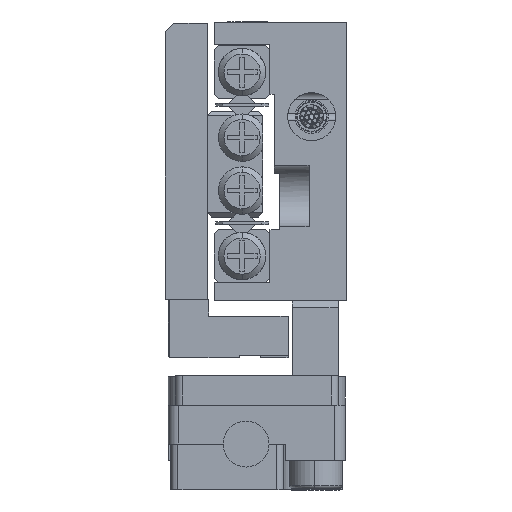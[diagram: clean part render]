
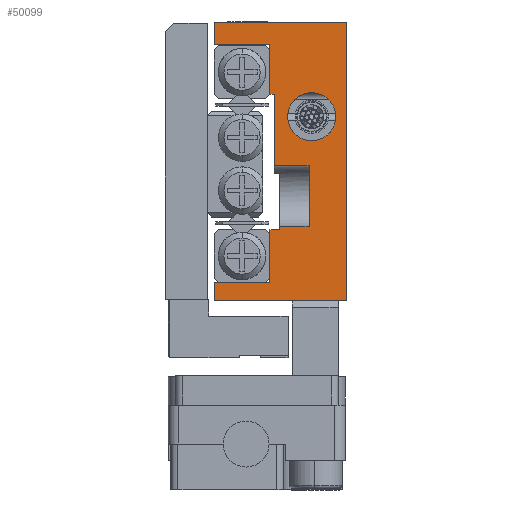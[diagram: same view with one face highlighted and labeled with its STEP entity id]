
A CAD part, left-side view. The second image highlights one B-rep face of the part: STEP entity #50099.
In plain terms, the highlighted planar face has unit normal (-1, 0, 0).
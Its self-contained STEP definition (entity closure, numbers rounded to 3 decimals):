
#156 = ORIENTED_EDGE ( 'NONE', *, *, #4671, .T. ) ;
#172 = VERTEX_POINT ( 'NONE', #41111 ) ;
#549 = CARTESIAN_POINT ( 'NONE',  ( -10., 9.5, 8.4 ) ) ;
#688 = FACE_BOUND ( 'NONE', #1271, .T. ) ;
#765 = CARTESIAN_POINT ( 'NONE',  ( -10., 5.5, -10. ) ) ;
#1271 = EDGE_LOOP ( 'NONE', ( #41803, #37173 ) ) ;
#1454 = VECTOR ( 'NONE', #13027, 1000. ) ;
#3061 = DIRECTION ( 'NONE',  ( 0., -1., 0. ) ) ;
#3743 = DIRECTION ( 'NONE',  ( 0., -1., 0. ) ) ;
#3918 = VECTOR ( 'NONE', #22499, 1000. ) ;
#4565 = DIRECTION ( 'NONE',  ( 0., 0., 1. ) ) ;
#4671 = EDGE_CURVE ( 'NONE', #36963, #20965, #34052, .T. ) ;
#5047 = CARTESIAN_POINT ( 'NONE',  ( -10., 5.2, 4.8 ) ) ;
#5403 = EDGE_CURVE ( 'NONE', #20453, #40962, #18944, .T. ) ;
#5504 = ORIENTED_EDGE ( 'NONE', *, *, #33535, .F. ) ;
#5590 = ORIENTED_EDGE ( 'NONE', *, *, #33268, .T. ) ;
#5614 = EDGE_CURVE ( 'NONE', #20829, #27417, #49470, .T. ) ;
#5740 = DIRECTION ( 'NONE',  ( -1., 0., 0. ) ) ;
#5889 = CARTESIAN_POINT ( 'NONE',  ( -10., 5.2, 4.8 ) ) ;
#5927 = LINE ( 'NONE', #10551, #34529 ) ;
#5935 = CARTESIAN_POINT ( 'NONE',  ( -10., 0., -10. ) ) ;
#6423 = DIRECTION ( 'NONE',  ( 0., -1., 0. ) ) ;
#6712 = DIRECTION ( 'NONE',  ( 0., 0., -1. ) ) ;
#6983 = ORIENTED_EDGE ( 'NONE', *, *, #36658, .T. ) ;
#7376 = VECTOR ( 'NONE', #9231, 1000. ) ;
#7792 = CARTESIAN_POINT ( 'NONE',  ( -10., 5.5, -10. ) ) ;
#7950 = CARTESIAN_POINT ( 'NONE',  ( -10., 5.5, -4.9 ) ) ;
#8139 = DIRECTION ( 'NONE',  ( 0., 1., 0. ) ) ;
#8449 = DIRECTION ( 'NONE',  ( 0., 0., -1. ) ) ;
#8932 = LINE ( 'NONE', #21811, #38779 ) ;
#9231 = DIRECTION ( 'NONE',  ( 0., 1., 0. ) ) ;
#9296 = ORIENTED_EDGE ( 'NONE', *, *, #46511, .T. ) ;
#9477 = AXIS2_PLACEMENT_3D ( 'NONE', #15465, #5740, #10369 ) ;
#9742 = DIRECTION ( 'NONE',  ( 0., 0., 1. ) ) ;
#9804 = VECTOR ( 'NONE', #18333, 1000. ) ;
#10035 = VERTEX_POINT ( 'NONE', #51644 ) ;
#10369 = DIRECTION ( 'NONE',  ( 0., 0., 1. ) ) ;
#10519 = CARTESIAN_POINT ( 'NONE',  ( -10., 5.5, -10. ) ) ;
#10551 = CARTESIAN_POINT ( 'NONE',  ( -10., 2.692, -10. ) ) ;
#10755 = CARTESIAN_POINT ( 'NONE',  ( -10., 5.5, 4.8 ) ) ;
#10757 = VECTOR ( 'NONE', #48391, 1000. ) ;
#10955 = CARTESIAN_POINT ( 'NONE',  ( -10., 2.692, -4.7 ) ) ;
#11052 = EDGE_CURVE ( 'NONE', #12933, #52952, #19658, .T. ) ;
#11497 = EDGE_CURVE ( 'NONE', #45143, #36344, #43477, .T. ) ;
#11722 = ORIENTED_EDGE ( 'NONE', *, *, #5403, .T. ) ;
#11892 = DIRECTION ( 'NONE',  ( 0., 0., -1. ) ) ;
#12149 = DIRECTION ( 'NONE',  ( 1., 0., 0. ) ) ;
#12933 = VERTEX_POINT ( 'NONE', #13984 ) ;
#13027 = DIRECTION ( 'NONE',  ( 0., 1., 0. ) ) ;
#13286 = CARTESIAN_POINT ( 'NONE',  ( -10., 5.5, -8.7 ) ) ;
#13320 = CARTESIAN_POINT ( 'NONE',  ( -10., -2.141, -4.7 ) ) ;
#13984 = CARTESIAN_POINT ( 'NONE',  ( -10., 5.5, -4.9 ) ) ;
#14641 = DIRECTION ( 'NONE',  ( 0., 0., 1. ) ) ;
#14681 = ORIENTED_EDGE ( 'NONE', *, *, #46692, .T. ) ;
#14869 = EDGE_LOOP ( 'NONE', ( #9296, #156, #14681, #51708, #50957, #50539, #6983, #11722, #27191, #27488, #32927, #5590, #45331, #30158, #5504, #35084 ) ) ;
#15458 = AXIS2_PLACEMENT_3D ( 'NONE', #36842, #17379, #9742 ) ;
#15465 = CARTESIAN_POINT ( 'NONE',  ( -10., 2.5, 3.2 ) ) ;
#16143 = VERTEX_POINT ( 'NONE', #37253 ) ;
#16221 = CARTESIAN_POINT ( 'NONE',  ( -10., 5.5, -10. ) ) ;
#16372 = EDGE_CURVE ( 'NONE', #10035, #48609, #48661, .T. ) ;
#16502 = DIRECTION ( 'NONE',  ( 0., 0., -1. ) ) ;
#17379 = DIRECTION ( 'NONE',  ( -1., 0., 0. ) ) ;
#18333 = DIRECTION ( 'NONE',  ( 0., 0., -1. ) ) ;
#18504 = LINE ( 'NONE', #40322, #20140 ) ;
#18920 = CARTESIAN_POINT ( 'NONE',  ( -10., 2.5, 1.473 ) ) ;
#18944 = LINE ( 'NONE', #10519, #47547 ) ;
#19653 = CARTESIAN_POINT ( 'NONE',  ( -10., 9.5, 10. ) ) ;
#19658 = LINE ( 'NONE', #7950, #53824 ) ;
#20140 = VECTOR ( 'NONE', #27228, 1000. ) ;
#20166 = EDGE_CURVE ( 'NONE', #24417, #20829, #8932, .T. ) ;
#20453 = VERTEX_POINT ( 'NONE', #24704 ) ;
#20829 = VERTEX_POINT ( 'NONE', #10755 ) ;
#20965 = VERTEX_POINT ( 'NONE', #39431 ) ;
#21444 = LINE ( 'NONE', #765, #44567 ) ;
#21811 = CARTESIAN_POINT ( 'NONE',  ( -10., 5.5, 4.8 ) ) ;
#22499 = DIRECTION ( 'NONE',  ( 0., 0., 1. ) ) ;
#24417 = VERTEX_POINT ( 'NONE', #5047 ) ;
#24704 = CARTESIAN_POINT ( 'NONE',  ( -10., 9.5, -10. ) ) ;
#25212 = PLANE ( 'NONE',  #53719 ) ;
#25788 = VECTOR ( 'NONE', #11892, 1000. ) ;
#27176 = LINE ( 'NONE', #5935, #51119 ) ;
#27191 = ORIENTED_EDGE ( 'NONE', *, *, #48193, .T. ) ;
#27228 = DIRECTION ( 'NONE',  ( 0., -1., 0. ) ) ;
#27417 = VERTEX_POINT ( 'NONE', #45111 ) ;
#27488 = ORIENTED_EDGE ( 'NONE', *, *, #42098, .F. ) ;
#30103 = VERTEX_POINT ( 'NONE', #19653 ) ;
#30158 = ORIENTED_EDGE ( 'NONE', *, *, #20166, .F. ) ;
#30247 = LINE ( 'NONE', #46340, #38226 ) ;
#31066 = VECTOR ( 'NONE', #37196, 1000. ) ;
#32615 = LINE ( 'NONE', #49234, #25788 ) ;
#32648 = LINE ( 'NONE', #41112, #32652 ) ;
#32652 = VECTOR ( 'NONE', #3743, 1000. ) ;
#32927 = ORIENTED_EDGE ( 'NONE', *, *, #52229, .T. ) ;
#33268 = EDGE_CURVE ( 'NONE', #43202, #27417, #32648, .T. ) ;
#33535 = EDGE_CURVE ( 'NONE', #48609, #24417, #43243, .T. ) ;
#33895 = CARTESIAN_POINT ( 'NONE',  ( -10., 9.5, -10. ) ) ;
#33957 = CARTESIAN_POINT ( 'NONE',  ( -10., 5.2, -0.3 ) ) ;
#34052 = LINE ( 'NONE', #13320, #7376 ) ;
#34304 = VERTEX_POINT ( 'NONE', #38545 ) ;
#34529 = VECTOR ( 'NONE', #6712, 1000. ) ;
#34549 = CARTESIAN_POINT ( 'NONE',  ( -10., 4.8, -4.9 ) ) ;
#35084 = ORIENTED_EDGE ( 'NONE', *, *, #16372, .F. ) ;
#35859 = CARTESIAN_POINT ( 'NONE',  ( -10., -2.141, -0.3 ) ) ;
#36344 = VERTEX_POINT ( 'NONE', #18920 ) ;
#36658 = EDGE_CURVE ( 'NONE', #34304, #20453, #47508, .T. ) ;
#36842 = CARTESIAN_POINT ( 'NONE',  ( -10., 2.5, 3.2 ) ) ;
#36963 = VERTEX_POINT ( 'NONE', #10955 ) ;
#37173 = ORIENTED_EDGE ( 'NONE', *, *, #48007, .F. ) ;
#37196 = DIRECTION ( 'NONE',  ( 0., 0., 1. ) ) ;
#37253 = CARTESIAN_POINT ( 'NONE',  ( -10., 0., 10. ) ) ;
#38226 = VECTOR ( 'NONE', #8449, 1000. ) ;
#38545 = CARTESIAN_POINT ( 'NONE',  ( -10., 9.5, -8.7 ) ) ;
#38779 = VECTOR ( 'NONE', #8139, 1000. ) ;
#38968 = CIRCLE ( 'NONE', #15458, 1.727 ) ;
#39431 = CARTESIAN_POINT ( 'NONE',  ( -10., 4.8, -4.7 ) ) ;
#40322 = CARTESIAN_POINT ( 'NONE',  ( -10., 5.5, 10. ) ) ;
#40962 = VERTEX_POINT ( 'NONE', #41194 ) ;
#41111 = CARTESIAN_POINT ( 'NONE',  ( -10., 5.5, -8.7 ) ) ;
#41112 = CARTESIAN_POINT ( 'NONE',  ( -10., 5.5, 8.4 ) ) ;
#41194 = CARTESIAN_POINT ( 'NONE',  ( -10., 0., -10. ) ) ;
#41803 = ORIENTED_EDGE ( 'NONE', *, *, #11497, .F. ) ;
#41940 = LINE ( 'NONE', #13286, #1454 ) ;
#42098 = EDGE_CURVE ( 'NONE', #30103, #16143, #18504, .T. ) ;
#42637 = EDGE_CURVE ( 'NONE', #172, #12933, #21444, .T. ) ;
#43202 = VERTEX_POINT ( 'NONE', #549 ) ;
#43243 = LINE ( 'NONE', #5889, #3918 ) ;
#43477 = CIRCLE ( 'NONE', #9477, 1.727 ) ;
#44567 = VECTOR ( 'NONE', #4565, 1000. ) ;
#45111 = CARTESIAN_POINT ( 'NONE',  ( -10., 5.5, 8.4 ) ) ;
#45143 = VERTEX_POINT ( 'NONE', #45683 ) ;
#45331 = ORIENTED_EDGE ( 'NONE', *, *, #5614, .F. ) ;
#45683 = CARTESIAN_POINT ( 'NONE',  ( -10., 2.5, 4.927 ) ) ;
#46330 = EDGE_CURVE ( 'NONE', #172, #34304, #41940, .T. ) ;
#46340 = CARTESIAN_POINT ( 'NONE',  ( -10., 9.5, 10. ) ) ;
#46511 = EDGE_CURVE ( 'NONE', #10035, #36963, #5927, .T. ) ;
#46692 = EDGE_CURVE ( 'NONE', #20965, #52952, #32615, .T. ) ;
#47508 = LINE ( 'NONE', #33895, #9804 ) ;
#47547 = VECTOR ( 'NONE', #6423, 1000. ) ;
#48007 = EDGE_CURVE ( 'NONE', #36344, #45143, #38968, .T. ) ;
#48193 = EDGE_CURVE ( 'NONE', #40962, #16143, #27176, .T. ) ;
#48391 = DIRECTION ( 'NONE',  ( 0., 1., 0. ) ) ;
#48609 = VERTEX_POINT ( 'NONE', #33957 ) ;
#48661 = LINE ( 'NONE', #35859, #10757 ) ;
#49234 = CARTESIAN_POINT ( 'NONE',  ( -10., 4.8, -10. ) ) ;
#49470 = LINE ( 'NONE', #16221, #31066 ) ;
#49751 = FACE_OUTER_BOUND ( 'NONE', #14869, .T. ) ;
#50099 = ADVANCED_FACE ( 'NONE', ( #688, #49751 ), #25212, .F. ) ;
#50539 = ORIENTED_EDGE ( 'NONE', *, *, #46330, .T. ) ;
#50957 = ORIENTED_EDGE ( 'NONE', *, *, #42637, .F. ) ;
#51119 = VECTOR ( 'NONE', #14641, 1000. ) ;
#51644 = CARTESIAN_POINT ( 'NONE',  ( -10., 2.692, -0.3 ) ) ;
#51708 = ORIENTED_EDGE ( 'NONE', *, *, #11052, .F. ) ;
#52229 = EDGE_CURVE ( 'NONE', #30103, #43202, #30247, .T. ) ;
#52952 = VERTEX_POINT ( 'NONE', #34549 ) ;
#53719 = AXIS2_PLACEMENT_3D ( 'NONE', #7792, #12149, #16502 ) ;
#53824 = VECTOR ( 'NONE', #3061, 1000. ) ;
